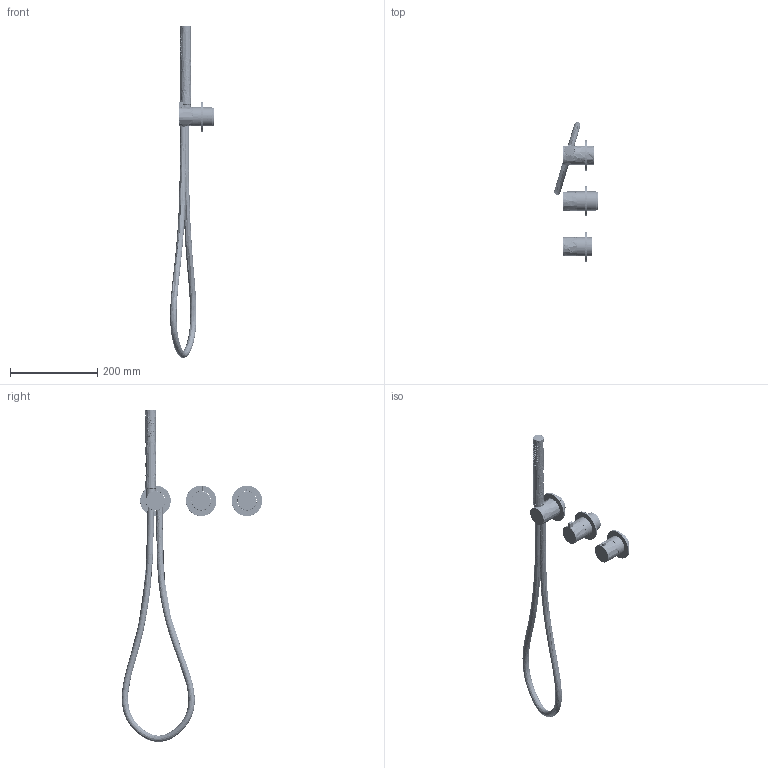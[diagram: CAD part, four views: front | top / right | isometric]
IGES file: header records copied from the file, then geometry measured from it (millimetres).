
Start section: C
Global section: file name: AC071.igs; native system: By Siemens PLM Incorporated; preprocessor: XPlus GENERIC/IGES 24.1.129; author: Author; organization: Title; date: 20231006.170605; units: millimetre
Bounding box: 100.47 x 322.3 x 762.42 mm (x, y, z)
Surface area: 238895.3 mm2 (no closed solid volume)
Topology: 0 solids, 0 shells, 2516 faces, 14566 edges, 14481 vertices
Faces by surface type: bspline 2516
